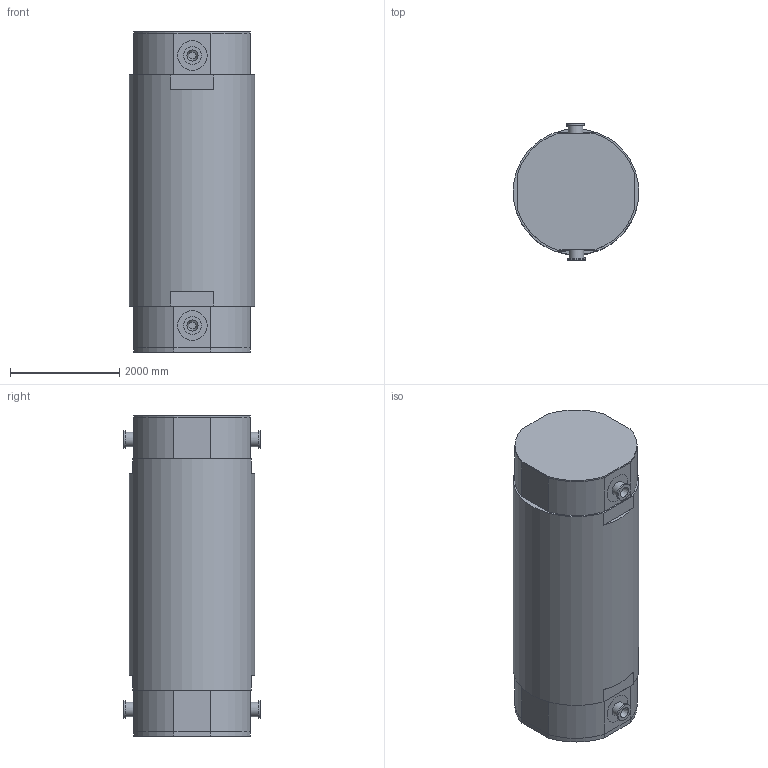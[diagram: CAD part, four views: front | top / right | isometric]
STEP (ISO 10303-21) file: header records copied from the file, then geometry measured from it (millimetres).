
FILE_DESCRIPTION(/* description */ (''),/* implementation_level */ '2;1');
FILE_NAME(/* name */ '180110_BGR_CASTOR-V19_MT.stp',/* time_stamp */ '2018-04-16T15:52:27+02:00',/* author */ ('tschofen'),/* organization */ (''),/* preprocessor_version */ 'ST-DEVELOPER v16.1',/* originating_system */ 'Autodesk Inventor 2016',/* authorisation */ '');
FILE_SCHEMA (('AUTOMOTIVE_DESIGN { 1 0 10303 214 3 1 1 }'));
Products named in the file (15): 180104_ET_Behaelter; 180104_ET_Bodenabsorberplatte; 180104_ET_Bodenplatte; 180104_ET_Tragzapfen; 180104_ET_Primärdeckel; 180104_ET_Deckelabsorberplatte; 180104_ET_Sekundaerdeckel; 180104_ET_Schutzplatte; 180105_ET_Tragkorb; 180105_ET_Luftbefüllung_Schacht; 180104_ET_BE-Dummie; 180105_ET_Luftbefüllung_BE-Schacht; 180105_ET_Luftbefüllung_Deckel; 180105_ET_Luftbefüllung_PriDeckel; 180110_BGR_CASTOR-V19_test2
Assembly tree (53 placements, depth 2):
  180110_BGR_CASTOR-V19_test2
    180104_ET_Behaelter
    180104_ET_Bodenabsorberplatte
    180104_ET_Bodenplatte
    180104_ET_Tragzapfen  x4
    180104_ET_Primärdeckel
    180104_ET_Deckelabsorberplatte
    180104_ET_Sekundaerdeckel
    180104_ET_Schutzplatte
    180105_ET_Tragkorb
    180105_ET_Luftbefüllung_Schacht
    180104_ET_BE-Dummie  x19
    180105_ET_Luftbefüllung_BE-Schacht  x19
    180105_ET_Luftbefüllung_Deckel
    180105_ET_Luftbefüllung_PriDeckel
Bounding box: 2300.72 x 2495.72 x 5860.22 mm (x, y, z)
Volume: 23807845051.6 mm3; surface area: 670838404.6 mm2
Topology: 53 solids, 53 shells, 2599 faces, 7620 edges, 4637 vertices
Faces by surface type: plane 2428, cylinder 167, cone 4
Full cylindrical faces by diameter (mm): 40.602 x8, 67.67 x60, 94.738 x36, 135.34 x4, 270.68 x12, 324.816 x4, 541.36 x8, 1387.235 x2, 1421.07 x4, 1454.905 x3, 1488.74 x2, 1691.75 x4, 1928.595 x3, 2300.78 x1
Entity records: 62083 total; most frequent: ORIENTED_EDGE 10958, CARTESIAN_POINT 10725, DIRECTION 9728, EDGE_CURVE 5479, LINE 5124, VECTOR 5124, VERTEX_POINT 3299, EDGE_LOOP 2346
